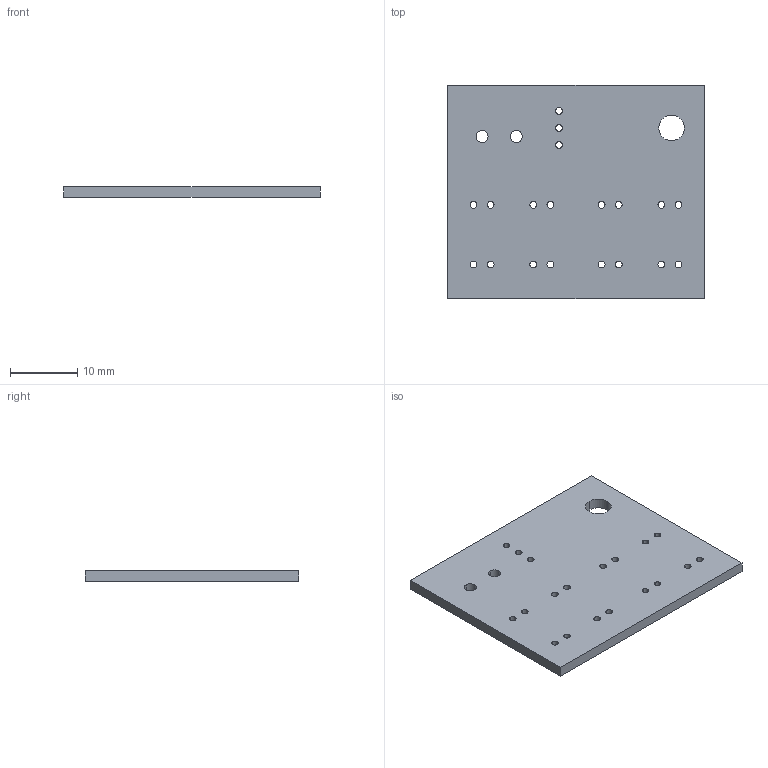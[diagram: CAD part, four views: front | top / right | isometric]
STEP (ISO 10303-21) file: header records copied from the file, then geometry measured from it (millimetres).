
FILE_DESCRIPTION(('FreeCAD Model'),'2;1');
FILE_NAME('acc_header.step','2016-07-08T02:28:41',('Author'),(''), 'Open CASCADE STEP processor 6.8','FreeCAD','Unknown');
FILE_SCHEMA(('AUTOMOTIVE_DESIGN_CC2 { 1 2 10303 214 -1 1 5 4 }'));
Length unit declared in the file: millimetre
Products named in the file (1): Pcb
Bounding box: 38.1 x 31.75 x 1.6 mm (x, y, z)
Volume: 1884.9 mm3; surface area: 2713.4 mm2
Topology: 1 solids, 1 shells, 94 faces, 276 edges, 184 vertices
Faces by surface type: cylinder 88, plane 6
Entity records: 7461 total; most frequent: CARTESIAN_POINT 2163, DIRECTION 1018, ORIENTED_EDGE 552, PCURVE 552, DEFINITIONAL_REPRESENTATION 552, LINE 476, VECTOR 476, EDGE_CURVE 276
